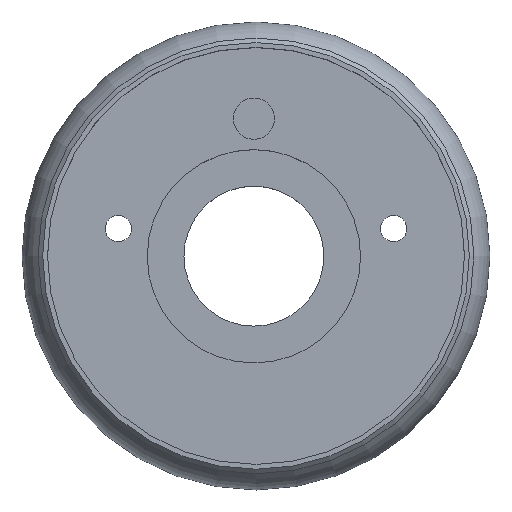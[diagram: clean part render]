
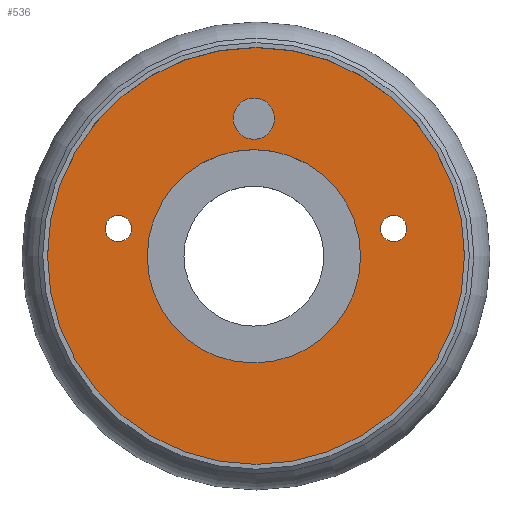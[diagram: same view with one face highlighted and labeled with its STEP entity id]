
A CAD part, top view. The second image highlights one B-rep face of the part: STEP entity #536.
In plain terms, the highlighted planar face has unit normal (0, 0, 1).
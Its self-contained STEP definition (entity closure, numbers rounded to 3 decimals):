
#32=FACE_BOUND('',#134,.T.);
#33=FACE_BOUND('',#135,.T.);
#34=FACE_BOUND('',#136,.T.);
#35=FACE_BOUND('',#137,.T.);
#61=PLANE('',#611);
#91=FACE_OUTER_BOUND('',#133,.T.);
#133=EDGE_LOOP('',(#454));
#134=EDGE_LOOP('',(#455));
#135=EDGE_LOOP('',(#456));
#136=EDGE_LOOP('',(#457));
#137=EDGE_LOOP('',(#458));
#199=CIRCLE('',#562,3.);
#212=CIRCLE('',#591,15.5);
#221=CIRCLE('',#606,1.909);
#223=CIRCLE('',#609,1.909);
#224=CIRCLE('',#612,30.3);
#236=VERTEX_POINT('',#807);
#260=VERTEX_POINT('',#968);
#270=VERTEX_POINT('',#1043);
#272=VERTEX_POINT('',#1049);
#273=VERTEX_POINT('',#1054);
#283=EDGE_CURVE('',#236,#236,#199,.T.);
#317=EDGE_CURVE('',#260,#260,#212,.T.);
#335=EDGE_CURVE('',#270,#270,#221,.T.);
#338=EDGE_CURVE('',#272,#272,#223,.T.);
#339=EDGE_CURVE('',#273,#273,#224,.T.);
#454=ORIENTED_EDGE('',*,*,#339,.T.);
#455=ORIENTED_EDGE('',*,*,#283,.T.);
#456=ORIENTED_EDGE('',*,*,#317,.T.);
#457=ORIENTED_EDGE('',*,*,#335,.T.);
#458=ORIENTED_EDGE('',*,*,#338,.T.);
#536=ADVANCED_FACE('',(#91,#32,#33,#34,#35),#61,.T.);
#562=AXIS2_PLACEMENT_3D('',#808,#638,#639);
#591=AXIS2_PLACEMENT_3D('',#969,#708,#709);
#606=AXIS2_PLACEMENT_3D('',#1045,#744,#745);
#609=AXIS2_PLACEMENT_3D('',#1051,#751,#752);
#611=AXIS2_PLACEMENT_3D('',#1053,#755,#756);
#612=AXIS2_PLACEMENT_3D('',#1055,#757,#758);
#638=DIRECTION('center_axis',(0.,0.,-1.));
#639=DIRECTION('ref_axis',(-1.,0.,0.));
#708=DIRECTION('center_axis',(0.,0.,-1.));
#709=DIRECTION('ref_axis',(-1.,0.,0.));
#744=DIRECTION('center_axis',(0.,0.,-1.));
#745=DIRECTION('ref_axis',(1.,0.,0.));
#751=DIRECTION('center_axis',(0.,0.,-1.));
#752=DIRECTION('ref_axis',(1.,0.,0.));
#755=DIRECTION('center_axis',(0.,0.,1.));
#756=DIRECTION('ref_axis',(1.,0.,0.));
#757=DIRECTION('center_axis',(0.,0.,1.));
#758=DIRECTION('ref_axis',(-1.,0.,0.));
#807=CARTESIAN_POINT('',(2.694,19.971,17.));
#808=CARTESIAN_POINT('Origin',(-0.306,19.971,17.));
#968=CARTESIAN_POINT('',(15.194,-0.029,17.));
#969=CARTESIAN_POINT('Origin',(-0.306,-0.029,17.));
#1043=CARTESIAN_POINT('',(-21.909,3.998,17.));
#1045=CARTESIAN_POINT('Origin',(-20.001,3.998,17.));
#1049=CARTESIAN_POINT('',(18.092,3.998,17.));
#1051=CARTESIAN_POINT('Origin',(20.001,3.998,17.));
#1053=CARTESIAN_POINT('Origin',(26.,0.,17.));
#1054=CARTESIAN_POINT('',(30.3,0.,17.));
#1055=CARTESIAN_POINT('Origin',(0.,0.,17.));
